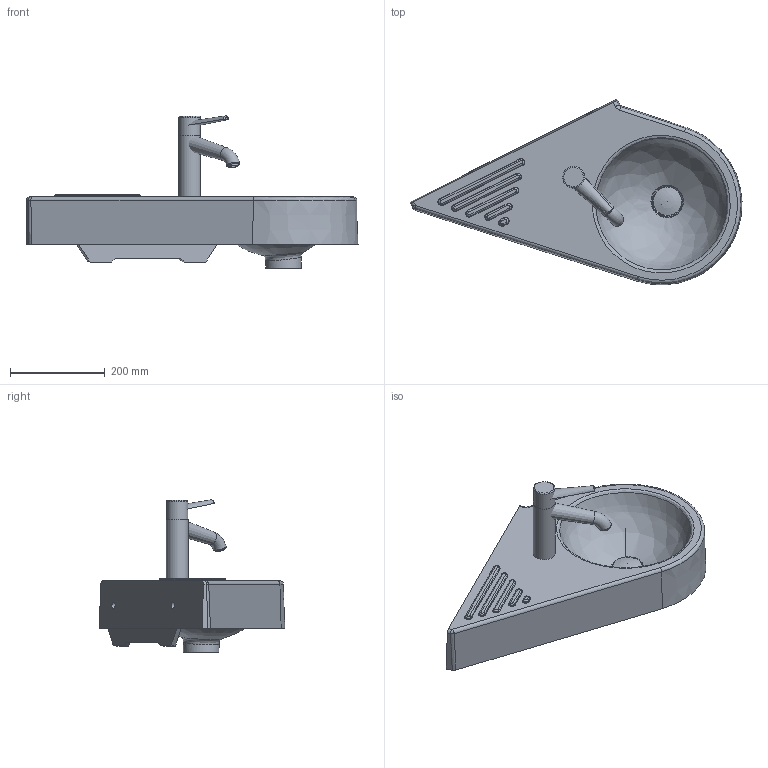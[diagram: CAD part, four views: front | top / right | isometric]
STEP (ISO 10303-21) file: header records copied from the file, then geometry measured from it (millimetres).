
FILE_DESCRIPTION((''),'2;1');
FILE_NAME('076565.stp','2008-01-16T12:56:34',('Huebner'),(''),'Autodesk Inventor 11','Autodesk Inventor 11','');
FILE_SCHEMA(('AUTOMOTIVE_DESIGN { 1 0 10303 214 1 1 1 1 }'));
Length unit declared in the file: millimetre
Products named in the file (9): 76565; Stopfen; Kelch; Baterie_Zusatz; hebel_Zusatz; Hebel2; Griff2; Neoperl2
Assembly tree (8 placements, depth 3):
  76565
    76565
    Stopfen
    Kelch
    Baterie_Zusatz
      hebel_Zusatz
      Hebel2
      Griff2
      Neoperl2
Bounding box: 699.36 x 391.37 x 320.77 mm (x, y, z)
Volume: 4879018.6 mm3; surface area: 798257.3 mm2
Topology: 9 solids, 9 shells, 177 faces, 400 edges, 247 vertices
Faces by surface type: bspline 131, plane 22, cylinder 15, torus 6, cone 3
Full cylindrical faces by diameter (mm): 16 x1, 20 x1, 42 x1, 44 x1, 45 x1, 46 x1, 60 x1
Entity records: 11123 total; most frequent: CARTESIAN_POINT 7474, ORIENTED_EDGE 732, DIRECTION 635, EDGE_CURVE 366, AXIS2_PLACEMENT_3D 239, VERTEX_POINT 236, EDGE_LOOP 220, FACE_OUTER_BOUND 177
